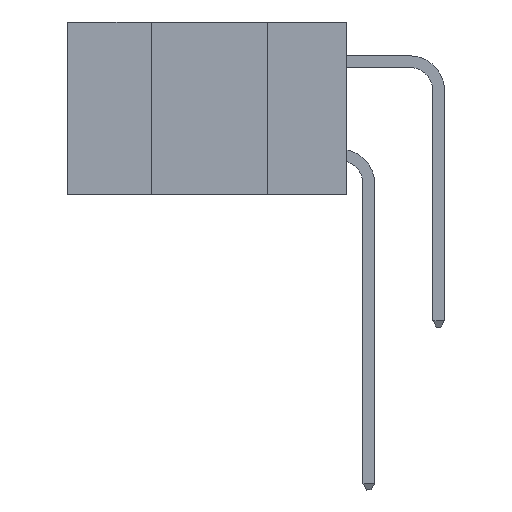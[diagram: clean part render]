
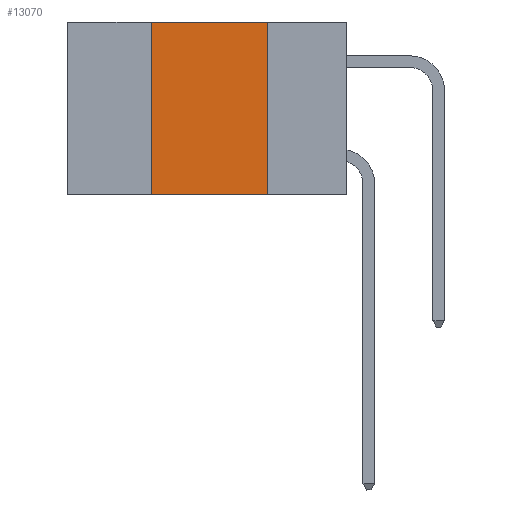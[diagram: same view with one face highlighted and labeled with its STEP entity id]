
A CAD part, left-side view. The second image highlights one B-rep face of the part: STEP entity #13070.
In plain terms, the highlighted planar face has unit normal (-1, 0, 0).
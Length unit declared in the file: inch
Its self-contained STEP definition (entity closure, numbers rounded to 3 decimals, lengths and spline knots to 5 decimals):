
#337 = VERTEX_POINT ( 'NONE', #21503 ) ;
#1536 = EDGE_LOOP ( 'NONE', ( #1983, #23604, #8617, #9250 ) ) ;
#1983 = ORIENTED_EDGE ( 'NONE', *, *, #7690, .F. ) ;
#2186 = CARTESIAN_POINT ( 'NONE',  ( 0., 0.6, 0. ) ) ;
#2278 = EDGE_CURVE ( 'NONE', #16565, #3792, #21865, .T. ) ;
#3629 = EDGE_CURVE ( 'NONE', #16565, #337, #5528, .T. ) ;
#3792 = VERTEX_POINT ( 'NONE', #23731 ) ;
#4387 = DIRECTION ( 'NONE',  ( 0., 0., -1. ) ) ;
#4686 = LINE ( 'NONE', #2186, #23766 ) ;
#5030 = VECTOR ( 'NONE', #4387, 39.37008 ) ;
#5528 = LINE ( 'NONE', #5530, #25148 ) ;
#5530 = CARTESIAN_POINT ( 'NONE',  ( 0., 0.42, 0. ) ) ;
#5798 = CARTESIAN_POINT ( 'NONE',  ( 0., 0.6, 0. ) ) ;
#6074 = CARTESIAN_POINT ( 'NONE',  ( 0., 0.17, 0. ) ) ;
#6424 = CARTESIAN_POINT ( 'NONE',  ( 0., 0.17, 0. ) ) ;
#7690 = EDGE_CURVE ( 'NONE', #23819, #3792, #15628, .T. ) ;
#7834 = DIRECTION ( 'NONE',  ( 0., 0., -1. ) ) ;
#8617 = ORIENTED_EDGE ( 'NONE', *, *, #3629, .F. ) ;
#8702 = CARTESIAN_POINT ( 'NONE',  ( 0., 0.42, -0.37 ) ) ;
#9250 = ORIENTED_EDGE ( 'NONE', *, *, #2278, .T. ) ;
#9535 = CARTESIAN_POINT ( 'NONE',  ( 0., 0.6, -0.37 ) ) ;
#10590 = AXIS2_PLACEMENT_3D ( 'NONE', #5798, #19593, #7834 ) ;
#13070 = ADVANCED_FACE ( 'NONE', ( #21364 ), #17643, .F. ) ;
#15628 = LINE ( 'NONE', #6424, #5030 ) ;
#16565 = VERTEX_POINT ( 'NONE', #8702 ) ;
#16707 = VECTOR ( 'NONE', #25099, 39.37008 ) ;
#17643 = PLANE ( 'NONE',  #10590 ) ;
#18081 = DIRECTION ( 'NONE',  ( 0., -1., 0. ) ) ;
#18922 = EDGE_CURVE ( 'NONE', #337, #23819, #4686, .T. ) ;
#19593 = DIRECTION ( 'NONE',  ( 1., 0., 0. ) ) ;
#21364 = FACE_OUTER_BOUND ( 'NONE', #1536, .T. ) ;
#21503 = CARTESIAN_POINT ( 'NONE',  ( 0., 0.42, 0. ) ) ;
#21865 = LINE ( 'NONE', #9535, #16707 ) ;
#23310 = DIRECTION ( 'NONE',  ( 0., 0., 1. ) ) ;
#23604 = ORIENTED_EDGE ( 'NONE', *, *, #18922, .F. ) ;
#23731 = CARTESIAN_POINT ( 'NONE',  ( 0., 0.17, -0.37 ) ) ;
#23766 = VECTOR ( 'NONE', #18081, 39.37008 ) ;
#23819 = VERTEX_POINT ( 'NONE', #6074 ) ;
#25099 = DIRECTION ( 'NONE',  ( 0., -1., 0. ) ) ;
#25148 = VECTOR ( 'NONE', #23310, 39.37008 ) ;
